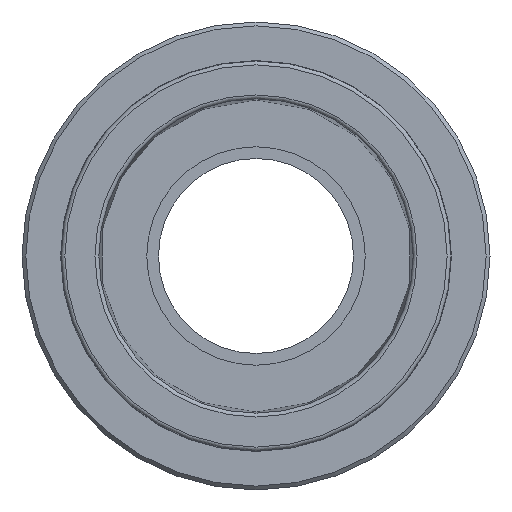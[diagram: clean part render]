
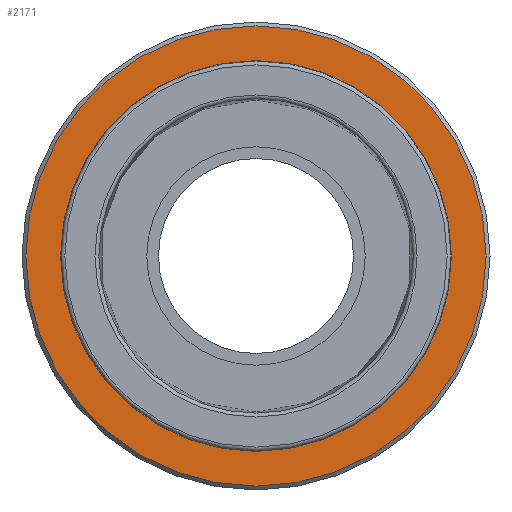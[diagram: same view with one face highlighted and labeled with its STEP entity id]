
A CAD part, left-side view. The second image highlights one B-rep face of the part: STEP entity #2171.
In plain terms, the highlighted planar face has unit normal (-1, 0, 0).
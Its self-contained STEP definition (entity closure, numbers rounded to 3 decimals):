
#2171=ADVANCED_FACE('',(#2729,#2730),#2507,.T.);
#2507=PLANE('',#6594);
#2729=FACE_BOUND('',#2860,.T.);
#2730=FACE_BOUND('',#2861,.T.);
#2860=EDGE_LOOP('',(#3311));
#2861=EDGE_LOOP('',(#3312));
#3311=ORIENTED_EDGE('',*,*,#5633,.T.);
#3312=ORIENTED_EDGE('',*,*,#5632,.F.);
#5032=VERTEX_POINT('',#8173);
#5033=VERTEX_POINT('',#8176);
#5632=EDGE_CURVE('',#5032,#5032,#6494,.T.);
#5633=EDGE_CURVE('',#5033,#5033,#6495,.T.);
#6494=CIRCLE('',#6591,25.113);
#6495=CIRCLE('',#6593,29.574);
#6591=AXIS2_PLACEMENT_3D('',#8172,#6956,#6957);
#6593=AXIS2_PLACEMENT_3D('',#8175,#6960,#6961);
#6594=AXIS2_PLACEMENT_3D('',#8177,#6962,#6963);
#6956=DIRECTION('',(-1.,0.,0.));
#6957=DIRECTION('',(0.,0.,1.));
#6960=DIRECTION('',(-1.,0.,0.));
#6961=DIRECTION('',(0.,0.,1.));
#6962=DIRECTION('',(-1.,0.,0.));
#6963=DIRECTION('',(0.,0.,-1.));
#8172=CARTESIAN_POINT('',(2679.479,827.642,0.));
#8173=CARTESIAN_POINT('',(2679.479,827.642,25.113));
#8175=CARTESIAN_POINT('',(2679.479,827.642,0.));
#8176=CARTESIAN_POINT('',(2679.479,827.642,29.574));
#8177=CARTESIAN_POINT('',(2679.479,798.068,0.));
